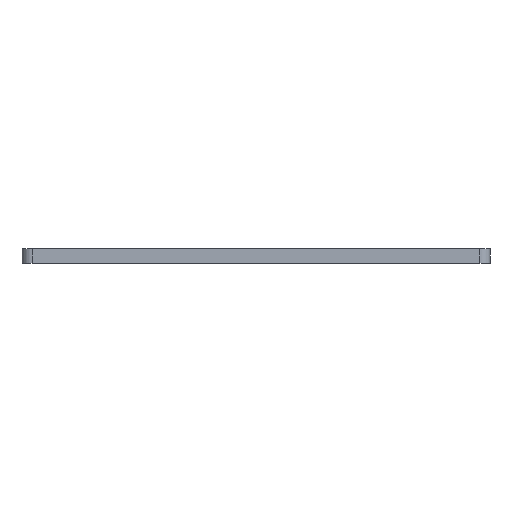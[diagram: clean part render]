
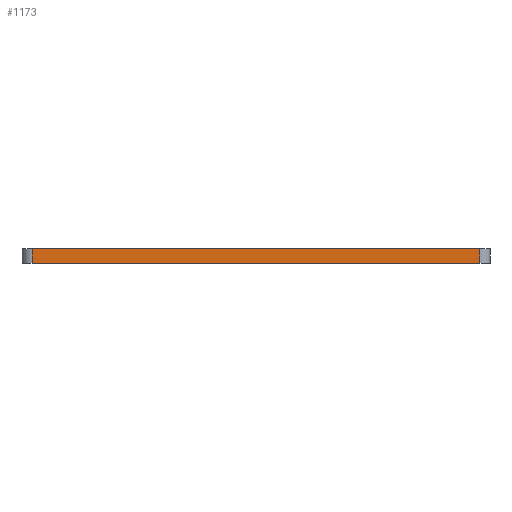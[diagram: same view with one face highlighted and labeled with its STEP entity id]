
A CAD part, front view. The second image highlights one B-rep face of the part: STEP entity #1173.
In plain terms, the highlighted planar face has unit normal (0, -1, 0).
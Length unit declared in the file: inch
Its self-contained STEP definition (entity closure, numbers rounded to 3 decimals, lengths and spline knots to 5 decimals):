
#98 = ORIENTED_EDGE ( 'NONE', *, *, #7911, .T. ) ;
#292 = DIRECTION ( 'NONE',  ( 0., 1., 0. ) ) ;
#307 = EDGE_CURVE ( 'NONE', #3192, #4007, #3040, .T. ) ;
#312 = DIRECTION ( 'NONE',  ( 0., 0., -1. ) ) ;
#445 = ORIENTED_EDGE ( 'NONE', *, *, #3943, .T. ) ;
#960 = VECTOR ( 'NONE', #1016, 39.37008 ) ;
#1016 = DIRECTION ( 'NONE',  ( 1., 0., 0. ) ) ;
#1173 = ADVANCED_FACE ( 'NONE', ( #3381 ), #6234, .F. ) ;
#1767 = DIRECTION ( 'NONE',  ( 0., 0., 1. ) ) ;
#1851 = CARTESIAN_POINT ( 'NONE',  ( 11.245, 0., 0.36 ) ) ;
#1934 = DIRECTION ( 'NONE',  ( 1., 0., 0. ) ) ;
#2331 = VERTEX_POINT ( 'NONE', #4577 ) ;
#3040 = LINE ( 'NONE', #4173, #5265 ) ;
#3192 = VERTEX_POINT ( 'NONE', #5288 ) ;
#3381 = FACE_OUTER_BOUND ( 'NONE', #8546, .T. ) ;
#3943 = EDGE_CURVE ( 'NONE', #7360, #2331, #7596, .T. ) ;
#4007 = VERTEX_POINT ( 'NONE', #6931 ) ;
#4173 = CARTESIAN_POINT ( 'NONE',  ( 0., 0., 0.36 ) ) ;
#4577 = CARTESIAN_POINT ( 'NONE',  ( 11.245, 0., 0. ) ) ;
#5265 = VECTOR ( 'NONE', #1934, 39.37008 ) ;
#5288 = CARTESIAN_POINT ( 'NONE',  ( 0.25, 0., 0.36 ) ) ;
#5433 = CARTESIAN_POINT ( 'NONE',  ( 0., 0., 0.36 ) ) ;
#5438 = ORIENTED_EDGE ( 'NONE', *, *, #307, .F. ) ;
#5756 = VECTOR ( 'NONE', #7825, 39.37008 ) ;
#6202 = CARTESIAN_POINT ( 'NONE',  ( 0., 0., 0. ) ) ;
#6234 = PLANE ( 'NONE',  #6765 ) ;
#6673 = LINE ( 'NONE', #1851, #5756 ) ;
#6765 = AXIS2_PLACEMENT_3D ( 'NONE', #5433, #292, #1767 ) ;
#6931 = CARTESIAN_POINT ( 'NONE',  ( 11.245, 0., 0.36 ) ) ;
#6985 = CARTESIAN_POINT ( 'NONE',  ( 0.25, 0., 0.36 ) ) ;
#7345 = ORIENTED_EDGE ( 'NONE', *, *, #7939, .T. ) ;
#7360 = VERTEX_POINT ( 'NONE', #7740 ) ;
#7596 = LINE ( 'NONE', #6202, #960 ) ;
#7711 = LINE ( 'NONE', #6985, #8622 ) ;
#7740 = CARTESIAN_POINT ( 'NONE',  ( 0.25, 0., 0. ) ) ;
#7825 = DIRECTION ( 'NONE',  ( 0., 0., 1. ) ) ;
#7911 = EDGE_CURVE ( 'NONE', #2331, #4007, #6673, .T. ) ;
#7939 = EDGE_CURVE ( 'NONE', #3192, #7360, #7711, .T. ) ;
#8546 = EDGE_LOOP ( 'NONE', ( #445, #98, #5438, #7345 ) ) ;
#8622 = VECTOR ( 'NONE', #312, 39.37008 ) ;
